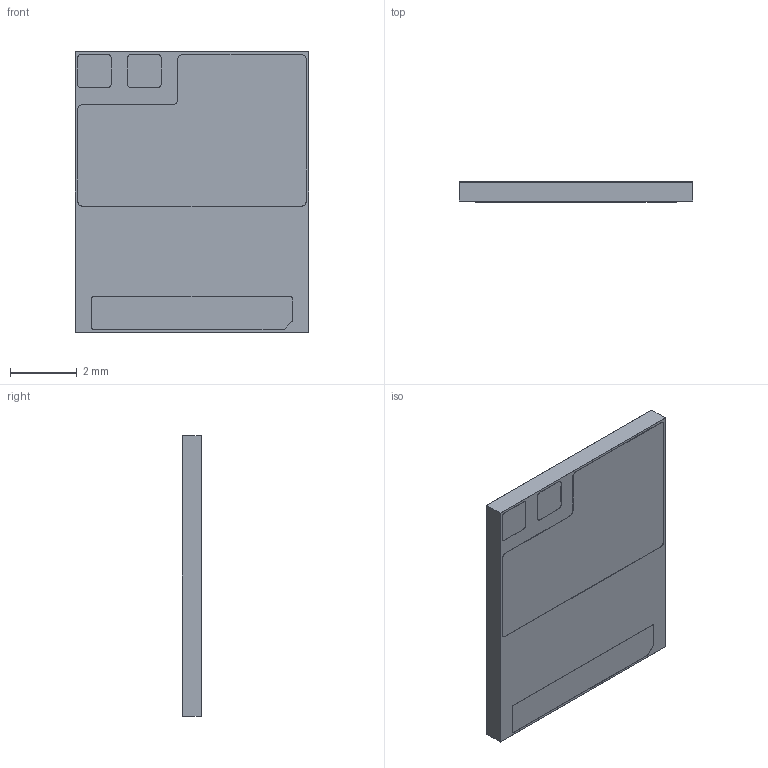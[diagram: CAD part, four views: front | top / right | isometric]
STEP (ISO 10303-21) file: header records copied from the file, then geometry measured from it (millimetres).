
FILE_DESCRIPTION (( 'STEP AP214' ), '1' );
FILE_NAME ('GS66508B-MR.STEP', '2021-10-21T22:50:30', ( '' ), ( '' ), 'SwSTEP 2.0', 'SolidWorks 2017', '' );
FILE_SCHEMA (( 'AUTOMOTIVE_DESIGN' ));
Length unit declared in the file: millimetre
Products named in the file (1): GS66508B-MR
Bounding box: 7 x 0.59 x 8.4 mm (x, y, z)
Volume: 34.3 mm3; surface area: 440.5 mm2
Topology: 8 solids, 8 shells, 73 faces, 168 edges, 112 vertices
Faces by surface type: plane 48, cylinder 25
Entity records: 2173 total; most frequent: DIRECTION 366, CARTESIAN_POINT 354, ORIENTED_EDGE 336, EDGE_CURVE 168, AXIS2_PLACEMENT_3D 124, VECTOR 118, LINE 118, VERTEX_POINT 112
